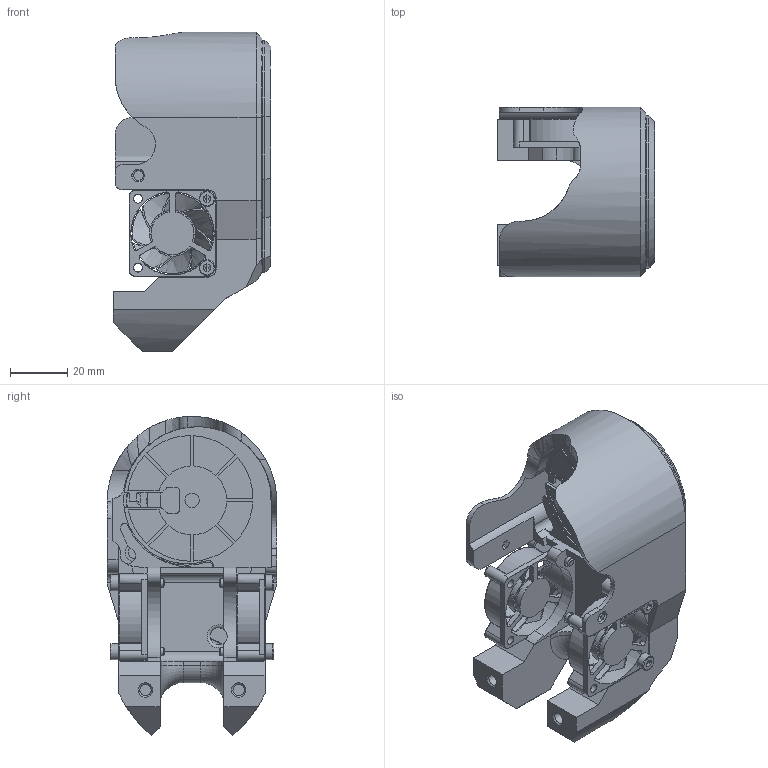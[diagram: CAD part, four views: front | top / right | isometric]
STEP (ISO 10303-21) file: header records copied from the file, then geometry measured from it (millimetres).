
FILE_DESCRIPTION(/* description */ (''),/* implementation_level */ '2;1');
FILE_NAME(/* name */ 'Main Shroud Assembly.step',/* time_stamp */ '2024-11-15T02:00:49+02:00',/* author */ (''),/* organization */ (''),/* preprocessor_version */ 'ST-DEVELOPER v20',/* originating_system */ 'Autodesk Translation Framework v13.20.0.188',/* authorisation */ '');
FILE_SCHEMA (('AUTOMOTIVE_DESIGN { 1 0 10303 214 3 1 1 }'));
Length unit declared in the file: millimetre
Products named in the file (12): Main Shroud Assembly; 5015; Main Shroud; FDM Face Plate; Face Plate; Light Diffuser; 3010 Fan (1); 3010 Fan; Socket Screw BS 4168 - M3 x 5 Steel 4.6 Plain v1 (4); Socket Screw BS 4168 - M3 x 5 Steel 4.6 Plain v1 (3); Socket Screw BS 4168 - M3 x 5 Steel 4.6 Plain v1 (5); Socket Screw BS 4168 - M3 x 5 Steel 4.6 Plain v1 (2)
Assembly tree (11 placements, depth 3):
  Main Shroud Assembly
    5015
    Main Shroud
    FDM Face Plate
      Face Plate
      Light Diffuser
    3010 Fan (1)
    3010 Fan
    Socket Screw BS 4168 - M3 x 5 Steel 4.6 Plain v1 (4)
    Socket Screw BS 4168 - M3 x 5 Steel 4.6 Plain v1 (3)
    Socket Screw BS 4168 - M3 x 5 Steel 4.6 Plain v1 (5)
    Socket Screw BS 4168 - M3 x 5 Steel 4.6 Plain v1 (2)
Bounding box: 54.81 x 59 x 111.15 mm (x, y, z)
Volume: 73439.3 mm3; surface area: 72004.9 mm2
Topology: 13 solids, 13 shells, 1175 faces, 3038 edges, 1908 vertices
Faces by surface type: plane 480, cylinder 428, torus 124, bspline 73, cone 70
Full cylindrical faces by diameter (mm): 2.927 x4, 3 x10, 3.7 x3, 4 x9, 4.5 x1, 5 x1, 5.5 x4, 6 x1, 14.94 x2, 22.8 x1, 24.5 x1, 29 x2, 32 x1
Entity records: 40547 total; most frequent: CARTESIAN_POINT 11368, DIRECTION 6139, ORIENTED_EDGE 6076, EDGE_CURVE 3038, AXIS2_PLACEMENT_3D 2389, VERTEX_POINT 1908, LINE 1361, VECTOR 1361
